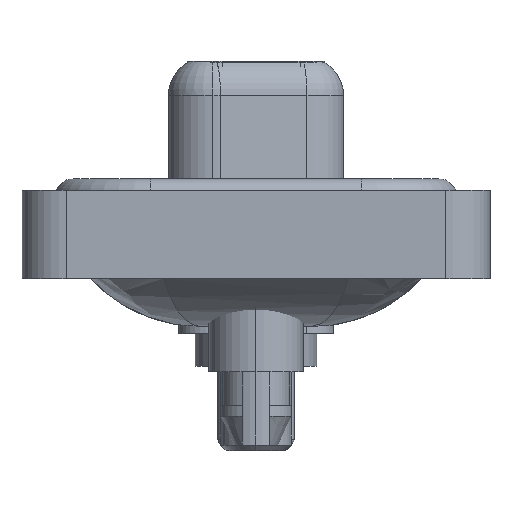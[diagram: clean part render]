
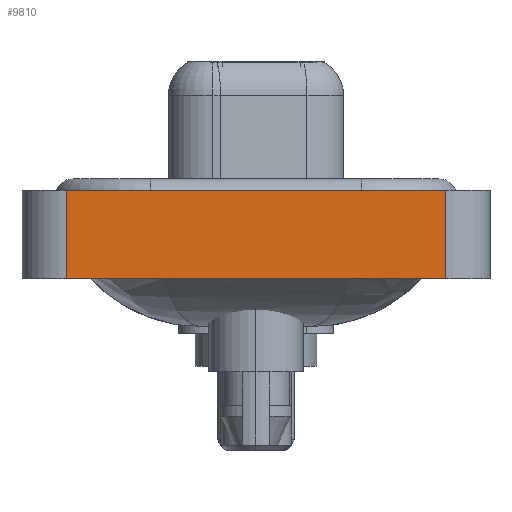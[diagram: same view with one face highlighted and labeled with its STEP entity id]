
A CAD part, left-side view. The second image highlights one B-rep face of the part: STEP entity #9810.
In plain terms, the highlighted planar face has unit normal (-1, 0, 0).
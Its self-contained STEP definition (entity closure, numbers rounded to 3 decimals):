
#104 = CARTESIAN_POINT ( 'NONE',  ( -7.35, -8.55, 0.4 ) ) ;
#415 = DIRECTION ( 'NONE',  ( 0., -1., 0. ) ) ;
#1325 = PLANE ( 'NONE',  #16316 ) ;
#1340 = CARTESIAN_POINT ( 'NONE',  ( -7.35, -8.55, -3.6 ) ) ;
#2246 = ORIENTED_EDGE ( 'NONE', *, *, #8131, .T. ) ;
#2774 = VECTOR ( 'NONE', #22617, 1000. ) ;
#2794 = DIRECTION ( 'NONE',  ( 0., 0., 1. ) ) ;
#3197 = EDGE_CURVE ( 'NONE', #9260, #15483, #12346, .T. ) ;
#4143 = CARTESIAN_POINT ( 'NONE',  ( -7.35, 8.55, -3.6 ) ) ;
#5224 = CARTESIAN_POINT ( 'NONE',  ( -7.35, -8.55, -3.6 ) ) ;
#5304 = ORIENTED_EDGE ( 'NONE', *, *, #5921, .F. ) ;
#5770 = LINE ( 'NONE', #20607, #13060 ) ;
#5921 = EDGE_CURVE ( 'NONE', #12379, #15483, #11250, .T. ) ;
#6446 = LINE ( 'NONE', #13926, #7891 ) ;
#7668 = VECTOR ( 'NONE', #2794, 1000. ) ;
#7891 = VECTOR ( 'NONE', #21401, 1000. ) ;
#8131 = EDGE_CURVE ( 'NONE', #19775, #9260, #5770, .T. ) ;
#8244 = CARTESIAN_POINT ( 'NONE',  ( -7.35, -8.55, -3.6 ) ) ;
#9260 = VERTEX_POINT ( 'NONE', #8244 ) ;
#9810 = ADVANCED_FACE ( 'NONE', ( #21756 ), #1325, .T. ) ;
#11250 = LINE ( 'NONE', #104, #2774 ) ;
#11334 = EDGE_LOOP ( 'NONE', ( #23750, #5304, #16684, #2246 ) ) ;
#11352 = CARTESIAN_POINT ( 'NONE',  ( -7.35, 8.55, 0.4 ) ) ;
#12346 = LINE ( 'NONE', #1340, #7668 ) ;
#12379 = VERTEX_POINT ( 'NONE', #11352 ) ;
#13060 = VECTOR ( 'NONE', #415, 1000. ) ;
#13926 = CARTESIAN_POINT ( 'NONE',  ( -7.35, 8.55, -3.6 ) ) ;
#14745 = CARTESIAN_POINT ( 'NONE',  ( -7.35, -8.55, 0.4 ) ) ;
#14947 = EDGE_CURVE ( 'NONE', #19775, #12379, #6446, .T. ) ;
#15483 = VERTEX_POINT ( 'NONE', #14745 ) ;
#16247 = DIRECTION ( 'NONE',  ( 0., 0., 1. ) ) ;
#16316 = AXIS2_PLACEMENT_3D ( 'NONE', #5224, #20165, #16247 ) ;
#16684 = ORIENTED_EDGE ( 'NONE', *, *, #14947, .F. ) ;
#19775 = VERTEX_POINT ( 'NONE', #4143 ) ;
#20165 = DIRECTION ( 'NONE',  ( -1., 0., 0. ) ) ;
#20607 = CARTESIAN_POINT ( 'NONE',  ( -7.35, -8.55, -3.6 ) ) ;
#21401 = DIRECTION ( 'NONE',  ( 0., 0., 1. ) ) ;
#21756 = FACE_OUTER_BOUND ( 'NONE', #11334, .T. ) ;
#22617 = DIRECTION ( 'NONE',  ( 0., -1., 0. ) ) ;
#23750 = ORIENTED_EDGE ( 'NONE', *, *, #3197, .T. ) ;
